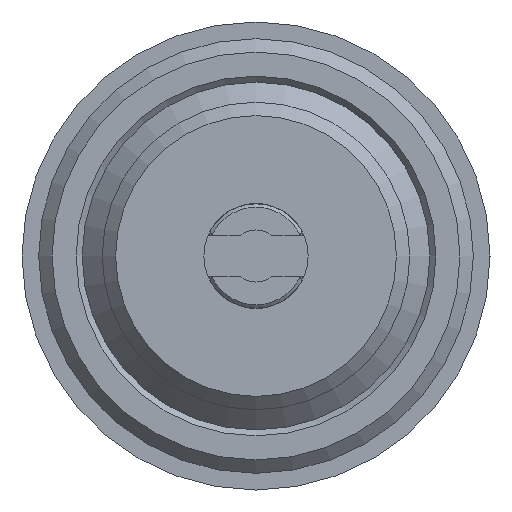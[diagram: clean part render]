
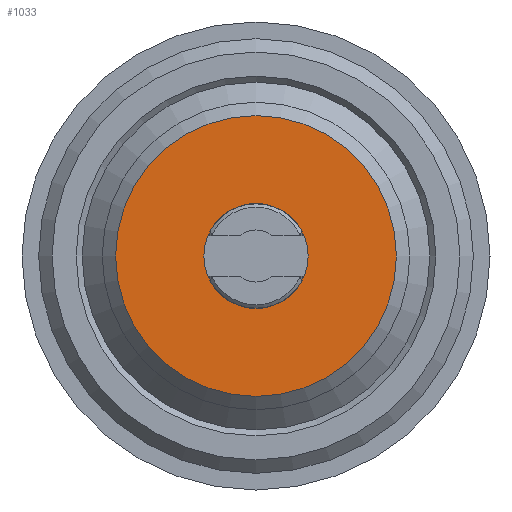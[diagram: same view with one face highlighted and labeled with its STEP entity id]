
A CAD part, left-side view. The second image highlights one B-rep face of the part: STEP entity #1033.
In plain terms, the highlighted planar face has unit normal (-1, 0, 0).
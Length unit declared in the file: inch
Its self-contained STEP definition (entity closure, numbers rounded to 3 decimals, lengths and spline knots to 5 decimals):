
#833=CARTESIAN_POINT('',(-0.483,0.,0.323));
#834=VERTEX_POINT('',#833);
#835=CARTESIAN_POINT('',(-0.483,0.,0.362));
#836=DIRECTION('',(1.0,0.0,0.0));
#837=DIRECTION('',(0.0,0.0,-1.0));
#838=AXIS2_PLACEMENT_3D('',#835,#836,#837);
#839=CIRCLE('',#838,0.039);
#840=EDGE_CURVE('',#834,#834,#839,.T.);
#990=CARTESIAN_POINT('',(-0.483,0.,0.467));
#991=VERTEX_POINT('',#990);
#992=CARTESIAN_POINT('',(-0.483,0.0,0.362));
#993=DIRECTION('',(1.0,0.0,0.0));
#994=DIRECTION('',(0.0,0.0,-1.0));
#995=AXIS2_PLACEMENT_3D('',#992,#993,#994);
#996=CIRCLE('',#995,0.105);
#997=EDGE_CURVE('',#991,#991,#996,.T.);
#1022=CARTESIAN_POINT('',(-0.483,0.0,0.362));
#1023=DIRECTION('',(-1.0,0.0,0.0));
#1024=DIRECTION('',(0.0,0.0,1.0));
#1025=AXIS2_PLACEMENT_3D('',#1022,#1023,#1024);
#1026=PLANE('',#1025);
#1027=ORIENTED_EDGE('',*,*,#997,.F.);
#1028=EDGE_LOOP('',(#1027));
#1029=FACE_OUTER_BOUND('',#1028,.T.);
#1030=ORIENTED_EDGE('',*,*,#840,.T.);
#1031=EDGE_LOOP('',(#1030));
#1032=FACE_BOUND('',#1031,.T.);
#1033=ADVANCED_FACE('',(#1029,#1032),#1026,.T.);
